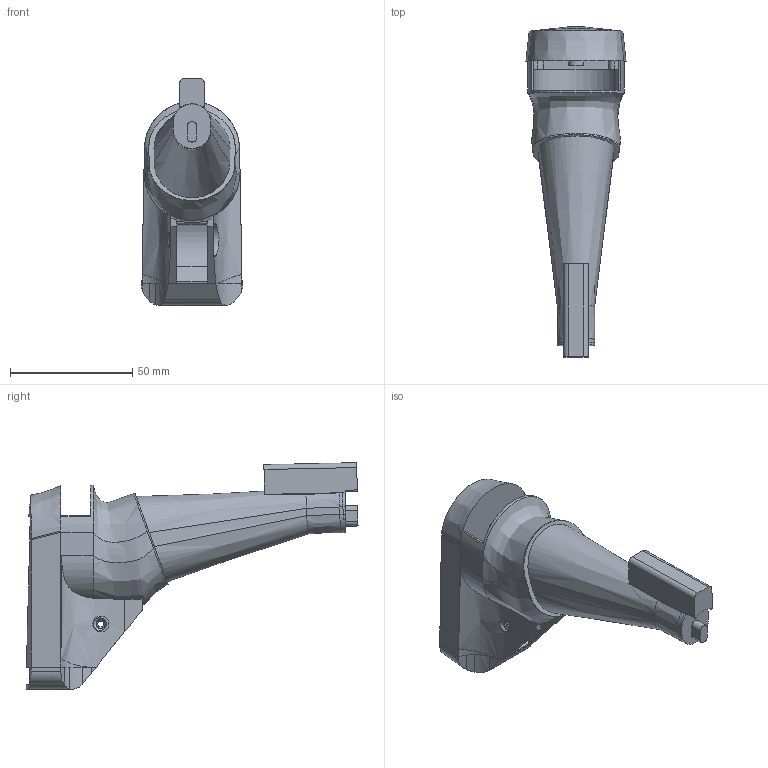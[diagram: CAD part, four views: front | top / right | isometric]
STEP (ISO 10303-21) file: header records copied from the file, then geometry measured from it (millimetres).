
FILE_DESCRIPTION(/* description */ (''),/* implementation_level */ '2;1');
FILE_NAME(/* name */ 'HandleCutter.step',/* time_stamp */ '2025-05-20T17:34:06+02:00',/* author */ (''),/* organization */ (''),/* preprocessor_version */ 'ST-DEVELOPER v20.1',/* originating_system */ 'Autodesk Translation Framework v14.4.0.0',/* authorisation */ '');
FILE_SCHEMA (('AUTOMOTIVE_DESIGN { 1 0 10303 214 3 1 1 }'));
Length unit declared in the file: millimetre
Products named in the file (1): V2.5
Bounding box: 41 x 135.92 x 92.79 mm (x, y, z)
Volume: 50722.4 mm3; surface area: 44072.4 mm2
Topology: 1 solids, 5 shells, 350 faces, 972 edges, 642 vertices
Faces by surface type: plane 152, bspline 122, cylinder 71, cone 5
Full cylindrical faces by diameter (mm): 1.5 x1, 2.499 x4, 2.5 x1, 3.5 x1, 6 x1, 7.5 x1, 10.4 x1, 13.6 x1
Entity records: 17782 total; most frequent: CARTESIAN_POINT 9757, ORIENTED_EDGE 1944, DIRECTION 1201, EDGE_CURVE 972, VERTEX_POINT 642, LINE 409, VECTOR 409, AXIS2_PLACEMENT_3D 396
